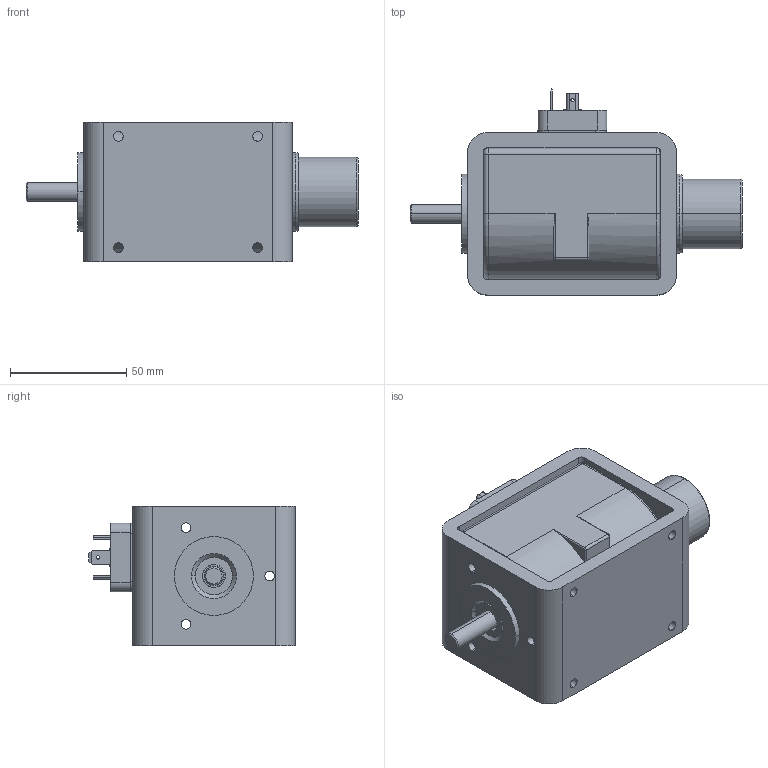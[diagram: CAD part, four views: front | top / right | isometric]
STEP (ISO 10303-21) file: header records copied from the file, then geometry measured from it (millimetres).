
FILE_DESCRIPTION (( 'STEP AP214' ), '1' );
FILE_NAME ('Rahmen-Hubmagnet-43060002-external.STEP', '2021-09-27T10:57:25', ( '' ), ( '' ), 'SwSTEP 2.0', 'SolidWorks 2018', '' );
FILE_SCHEMA (( 'AUTOMOTIVE_DESIGN' ));
Length unit declared in the file: millimetre
Products named in the file (1): Rahmen-Hubmagnet-43060002-external
Bounding box: 143 x 88.9 x 60 mm (x, y, z)
Surface area: 66671.7 mm2 (no closed solid volume)
Topology: 0 solids, 21 shells, 273 faces, 947 edges, 692 vertices
Faces by surface type: plane 126, cylinder 114, cone 18, torus 8, sphere 4, bspline 3
Entity records: 14489 total; most frequent: CARTESIAN_POINT 3209, DIRECTION 1791, ORIENTED_EDGE 1499, EDGE_CURVE 947, VERTEX_POINT 692, AXIS2_PLACEMENT_3D 665, VECTOR 461, LINE 461
